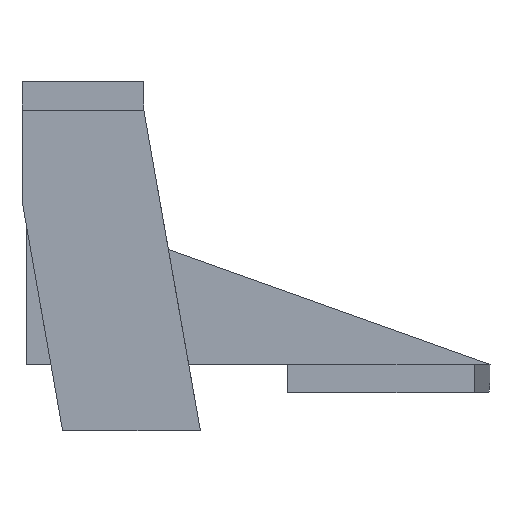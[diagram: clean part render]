
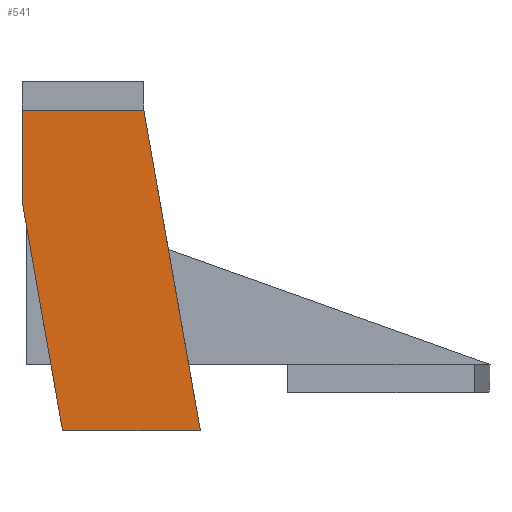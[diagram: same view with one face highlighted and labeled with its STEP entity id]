
A CAD part, left-side view. The second image highlights one B-rep face of the part: STEP entity #541.
In plain terms, the highlighted planar face has unit normal (-1, 0, 0).
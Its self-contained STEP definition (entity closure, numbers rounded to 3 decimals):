
#48=PLANE('',#591);
#76=FACE_OUTER_BOUND('',#110,.T.);
#110=EDGE_LOOP('',(#465,#466,#467,#468,#469));
#162=LINE('',#843,#225);
#165=LINE('',#849,#228);
#168=LINE('',#853,#231);
#169=LINE('',#856,#232);
#170=LINE('',#857,#233);
#225=VECTOR('',#693,10.);
#228=VECTOR('',#698,10.);
#231=VECTOR('',#703,10.);
#232=VECTOR('',#706,10.);
#233=VECTOR('',#707,10.);
#280=VERTEX_POINT('',#841);
#281=VERTEX_POINT('',#842);
#282=VERTEX_POINT('',#847);
#283=VERTEX_POINT('',#848);
#284=VERTEX_POINT('',#855);
#341=EDGE_CURVE('',#280,#281,#162,.T.);
#344=EDGE_CURVE('',#282,#283,#165,.T.);
#347=EDGE_CURVE('',#282,#281,#168,.T.);
#348=EDGE_CURVE('',#284,#283,#169,.T.);
#349=EDGE_CURVE('',#284,#280,#170,.T.);
#465=ORIENTED_EDGE('',*,*,#341,.T.);
#466=ORIENTED_EDGE('',*,*,#347,.F.);
#467=ORIENTED_EDGE('',*,*,#344,.T.);
#468=ORIENTED_EDGE('',*,*,#348,.F.);
#469=ORIENTED_EDGE('',*,*,#349,.T.);
#541=ADVANCED_FACE('',(#76),#48,.T.);
#591=AXIS2_PLACEMENT_3D('',#854,#704,#705);
#693=DIRECTION('',(0.,-0.174,-0.985));
#698=DIRECTION('',(0.,0.174,0.985));
#703=DIRECTION('',(0.,1.,0.));
#704=DIRECTION('center_axis',(-1.,0.,0.));
#705=DIRECTION('ref_axis',(0.,1.,0.));
#706=DIRECTION('',(0.,-1.,0.));
#707=DIRECTION('',(0.,0.,-1.));
#841=CARTESIAN_POINT('',(10.7,10.125,-15.));
#842=CARTESIAN_POINT('',(10.7,3.383,-53.238));
#843=CARTESIAN_POINT('',(10.7,7.649,-29.045));
#847=CARTESIAN_POINT('',(10.7,-19.512,-53.238));
#848=CARTESIAN_POINT('',(10.7,-10.125,0.));
#849=CARTESIAN_POINT('',(10.7,-10.208,-0.468));
#853=CARTESIAN_POINT('',(10.7,-16.578,-53.238));
#854=CARTESIAN_POINT('Origin',(10.7,-15.6,0.));
#855=CARTESIAN_POINT('',(10.7,10.125,0.));
#856=CARTESIAN_POINT('',(10.7,-7.8,0.));
#857=CARTESIAN_POINT('',(10.7,10.125,-7.5));
